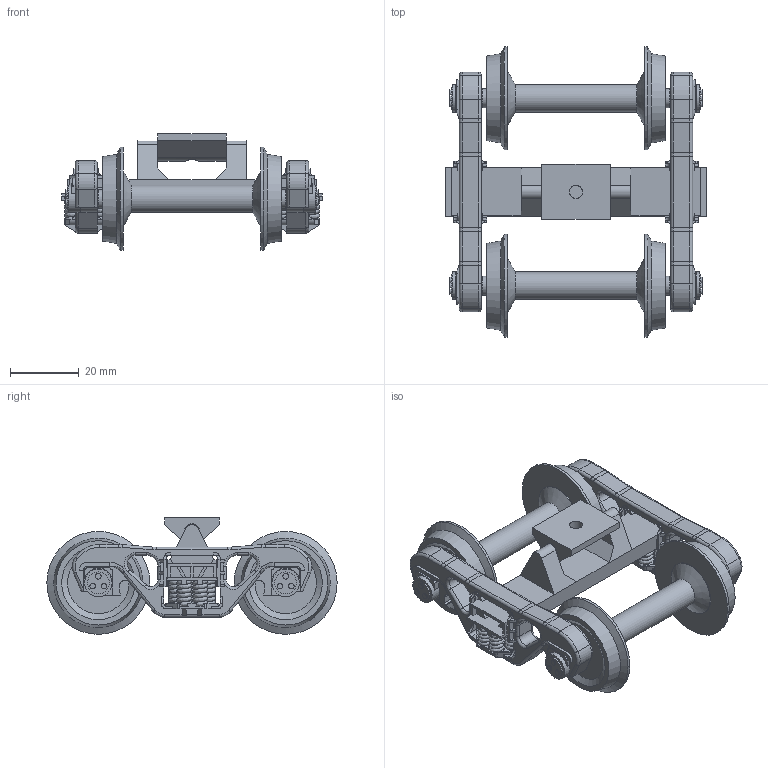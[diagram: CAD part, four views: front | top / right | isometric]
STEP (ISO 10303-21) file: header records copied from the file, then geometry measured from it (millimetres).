
FILE_DESCRIPTION(/* description */ (''),/* implementation_level */ '2;1');
FILE_NAME(/* name */ 'Bogie Freight 1750 840 v13.step',/* time_stamp */ '2025-05-31T01:11:21+05:30',/* author */ (''),/* organization */ (''),/* preprocessor_version */ 'ST-DEVELOPER v20.1',/* originating_system */ 'Autodesk Translation Framework v14.10.0.0',/* authorisation */ '');
FILE_SCHEMA (('AUTOMOTIVE_DESIGN { 1 0 10303 214 3 1 1 }'));
Length unit declared in the file: millimetre
Products named in the file (23): Bogie Freight 1750 840; Wheels; wheels (1); Axle; Rod; wheels (1)(Mirror); wheels (1)(Mirror) (1); Axle(Mirror); Rod (1); wheels (1)(Mirror)(Mirror); Bogie; Bearing Cap; Bearing Cap (1); Bearing Cap (1)(Mirror); Bearing Cap (1)(Mirror) (1); Bearing Cap (1)(Mirror)(Mirror); Swivel Joint; Frame (Bearing); Bearing; 7804K119_Stainless Steel Ball Bearing; 7804K119_Stainless Steel Ball Bearing_1; 7804K119_Stainless Steel Ball Bearing_2; 7804K119_Stainless Steel Ball Bearing_3
Assembly tree (22 placements, depth 4):
  Bogie Freight 1750 840
    Wheels
      wheels (1)
      Axle
      Rod
      wheels (1)(Mirror)
      wheels (1)(Mirror) (1)
      Axle(Mirror)
      Rod (1)
      wheels (1)(Mirror)(Mirror)
    Bogie
      Bearing Cap
        Bearing Cap (1)
        Bearing Cap (1)(Mirror)
        Bearing Cap (1)(Mirror) (1)
        Bearing Cap (1)(Mirror)(Mirror)
      Swivel Joint
      Frame (Bearing)
    Bearing
      7804K119_Stainless Steel Ball Bearing
      7804K119_Stainless Steel Ball Bearing_1
      7804K119_Stainless Steel Ball Bearing_2
      7804K119_Stainless Steel Ball Bearing_3
Bounding box: 76 x 84.6 x 34 mm (x, y, z)
Volume: 35420.6 mm3; surface area: 29674.7 mm2
Topology: 78 solids, 78 shells, 1237 faces, 3228 edges, 2063 vertices
Faces by surface type: plane 631, cylinder 420, torus 68, sphere 48, cone 40, bspline 30
Full cylindrical faces by diameter (mm): 1.6 x12, 2 x6, 2.3 x6, 2.6 x8, 3.2 x76, 3.28 x16, 3.72 x16, 3.8 x1, 5 x4, 5.2 x4, 5.5 x4, 6.4 x4, 8 x6, 16 x4, 16.2 x4, 30 x4
Entity records: 55702 total; most frequent: CARTESIAN_POINT 25097, ORIENTED_EDGE 6256, DIRECTION 6111, EDGE_CURVE 3128, AXIS2_PLACEMENT_3D 2117, VERTEX_POINT 2063, LINE 1877, VECTOR 1877
